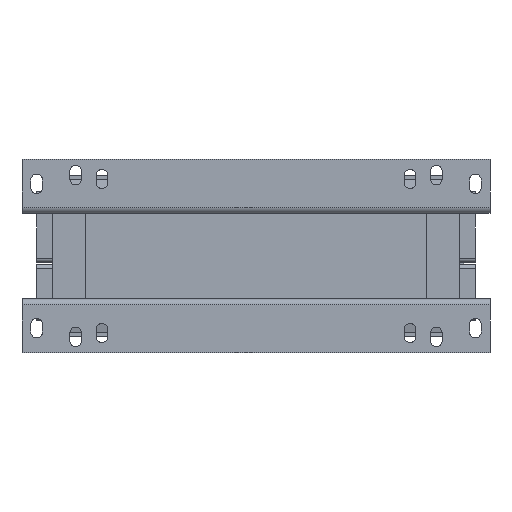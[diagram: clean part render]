
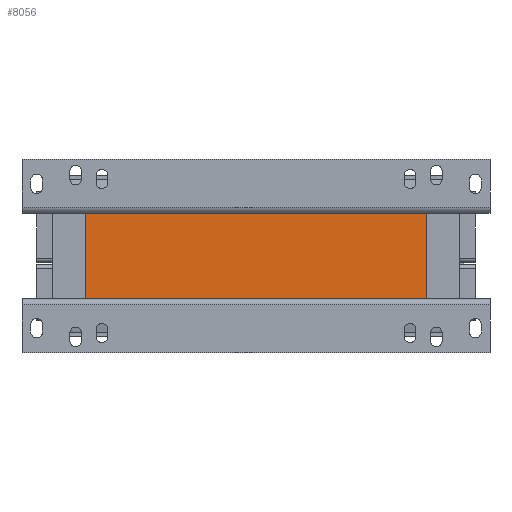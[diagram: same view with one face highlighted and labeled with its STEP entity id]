
A CAD part, front view. The second image highlights one B-rep face of the part: STEP entity #8056.
In plain terms, the highlighted planar face has unit normal (0, -1, 0).
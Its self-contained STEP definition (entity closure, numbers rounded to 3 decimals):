
#849 = DIRECTION ( 'NONE',  ( 0., 1., 0. ) ) ;
#2502 = DIRECTION ( 'NONE',  ( 1., 0., 0. ) ) ;
#2634 = VECTOR ( 'NONE', #26301, 1000. ) ;
#2976 = VECTOR ( 'NONE', #2502, 1000. ) ;
#6693 = LINE ( 'NONE', #35568, #14862 ) ;
#7747 = EDGE_CURVE ( 'NONE', #25957, #20423, #33514, .T. ) ;
#8056 = ADVANCED_FACE ( 'NONE', ( #23805 ), #13002, .F. ) ;
#12363 = VECTOR ( 'NONE', #14990, 1000. ) ;
#13002 = PLANE ( 'NONE',  #34013 ) ;
#14182 = ORIENTED_EDGE ( 'NONE', *, *, #24152, .F. ) ;
#14862 = VECTOR ( 'NONE', #16853, 1000. ) ;
#14990 = DIRECTION ( 'NONE',  ( 0., 0., -1. ) ) ;
#15086 = VERTEX_POINT ( 'NONE', #34304 ) ;
#16853 = DIRECTION ( 'NONE',  ( 1., 0., 0. ) ) ;
#16869 = CARTESIAN_POINT ( 'NONE',  ( -175., -175.001, 44. ) ) ;
#18467 = ORIENTED_EDGE ( 'NONE', *, *, #24551, .T. ) ;
#19356 = CARTESIAN_POINT ( 'NONE',  ( -175., -175.001, 44. ) ) ;
#19521 = CARTESIAN_POINT ( 'NONE',  ( -175., -175.001, -44. ) ) ;
#20423 = VERTEX_POINT ( 'NONE', #20902 ) ;
#20599 = EDGE_LOOP ( 'NONE', ( #25728, #14182, #28597, #18467 ) ) ;
#20902 = CARTESIAN_POINT ( 'NONE',  ( 175., -175.001, -44. ) ) ;
#22501 = DIRECTION ( 'NONE',  ( 0., 0., 1. ) ) ;
#23805 = FACE_OUTER_BOUND ( 'NONE', #20599, .T. ) ;
#24152 = EDGE_CURVE ( 'NONE', #27032, #20423, #28884, .T. ) ;
#24551 = EDGE_CURVE ( 'NONE', #15086, #25957, #29789, .T. ) ;
#25428 = CARTESIAN_POINT ( 'NONE',  ( 175., -175.001, 44. ) ) ;
#25728 = ORIENTED_EDGE ( 'NONE', *, *, #7747, .T. ) ;
#25957 = VERTEX_POINT ( 'NONE', #19521 ) ;
#26301 = DIRECTION ( 'NONE',  ( 0., 0., -1. ) ) ;
#27032 = VERTEX_POINT ( 'NONE', #25428 ) ;
#27263 = CARTESIAN_POINT ( 'NONE',  ( 175., -175.001, 44. ) ) ;
#28597 = ORIENTED_EDGE ( 'NONE', *, *, #38044, .F. ) ;
#28884 = LINE ( 'NONE', #27263, #12363 ) ;
#29789 = LINE ( 'NONE', #16869, #2634 ) ;
#33514 = LINE ( 'NONE', #39736, #2976 ) ;
#34013 = AXIS2_PLACEMENT_3D ( 'NONE', #19356, #849, #22501 ) ;
#34304 = CARTESIAN_POINT ( 'NONE',  ( -175., -175.001, 44. ) ) ;
#35568 = CARTESIAN_POINT ( 'NONE',  ( -175., -175.001, 44. ) ) ;
#38044 = EDGE_CURVE ( 'NONE', #15086, #27032, #6693, .T. ) ;
#39736 = CARTESIAN_POINT ( 'NONE',  ( -175., -175.001, -44. ) ) ;
